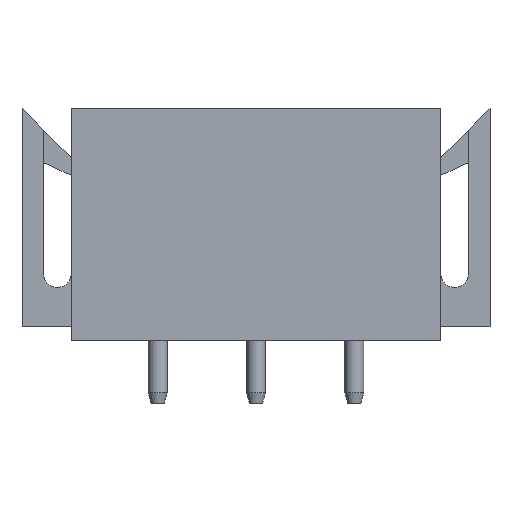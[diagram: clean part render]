
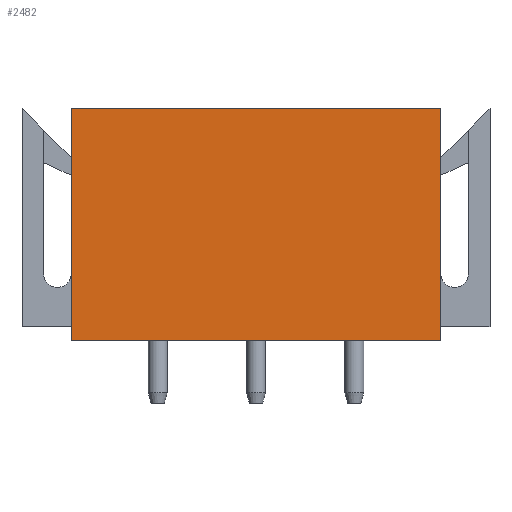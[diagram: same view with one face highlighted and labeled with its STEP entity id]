
A CAD part, left-side view. The second image highlights one B-rep face of the part: STEP entity #2482.
In plain terms, the highlighted planar face has unit normal (-1, 0, 0).
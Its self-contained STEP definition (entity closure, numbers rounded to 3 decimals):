
#2469=AXIS2_PLACEMENT_3D('Plane Axis2P3D',#2466,#2467,#2468) ;
#2212=CARTESIAN_POINT('Vertex',(0.,2.5,15.)) ;
#2215=CARTESIAN_POINT('Line Origine',(0.,2.5,9.1)) ;
#2219=CARTESIAN_POINT('Vertex',(0.,2.5,3.2)) ;
#2333=CARTESIAN_POINT('Vertex',(0.,21.3,15.)) ;
#2336=CARTESIAN_POINT('Line Origine',(0.,11.9,15.)) ;
#2418=CARTESIAN_POINT('Vertex',(0.,21.3,3.2)) ;
#2421=CARTESIAN_POINT('Line Origine',(0.,21.3,9.1)) ;
#2466=CARTESIAN_POINT('Axis2P3D Location',(0.,21.3,0.)) ;
#2471=CARTESIAN_POINT('Line Origine',(0.,11.9,3.2)) ;
#2216=DIRECTION('Vector Direction',(0.,0.,1.)) ;
#2337=DIRECTION('Vector Direction',(0.,-1.,0.)) ;
#2422=DIRECTION('Vector Direction',(0.,0.,1.)) ;
#2467=DIRECTION('Axis2P3D Direction',(-1.,0.,0.)) ;
#2468=DIRECTION('Axis2P3D XDirection',(0.,-1.,0.)) ;
#2472=DIRECTION('Vector Direction',(0.,-1.,0.)) ;
#2217=VECTOR('Line Direction',#2216,1.) ;
#2338=VECTOR('Line Direction',#2337,1.) ;
#2423=VECTOR('Line Direction',#2422,1.) ;
#2473=VECTOR('Line Direction',#2472,1.) ;
#2477=ORIENTED_EDGE('',*,*,#2425,.F.) ;
#2478=ORIENTED_EDGE('',*,*,#2475,.T.) ;
#2479=ORIENTED_EDGE('',*,*,#2221,.T.) ;
#2480=ORIENTED_EDGE('',*,*,#2340,.F.) ;
#2482=ADVANCED_FACE('Hauptkoerper',(#2481),#2470,.T.) ;
#2221=EDGE_CURVE('',#2220,#2213,#2218,.T.) ;
#2340=EDGE_CURVE('',#2334,#2213,#2339,.T.) ;
#2425=EDGE_CURVE('',#2419,#2334,#2424,.T.) ;
#2475=EDGE_CURVE('',#2419,#2220,#2474,.T.) ;
#2476=EDGE_LOOP('',(#2477,#2478,#2479,#2480)) ;
#2481=FACE_OUTER_BOUND('',#2476,.T.) ;
#2218=LINE('Line',#2215,#2217) ;
#2339=LINE('Line',#2336,#2338) ;
#2424=LINE('Line',#2421,#2423) ;
#2474=LINE('Line',#2471,#2473) ;
#2470=PLANE('',#2469) ;
#2213=VERTEX_POINT('',#2212) ;
#2220=VERTEX_POINT('',#2219) ;
#2334=VERTEX_POINT('',#2333) ;
#2419=VERTEX_POINT('',#2418) ;
